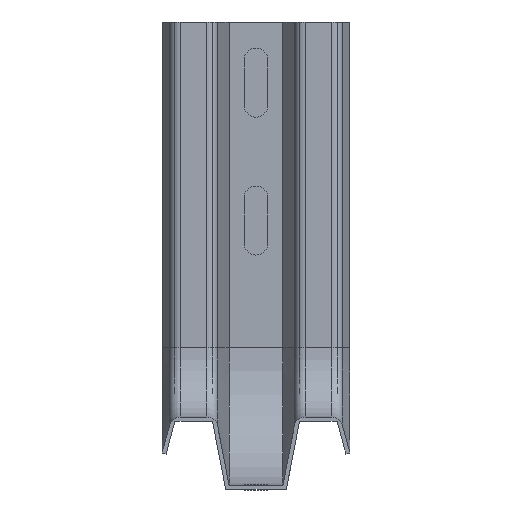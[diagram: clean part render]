
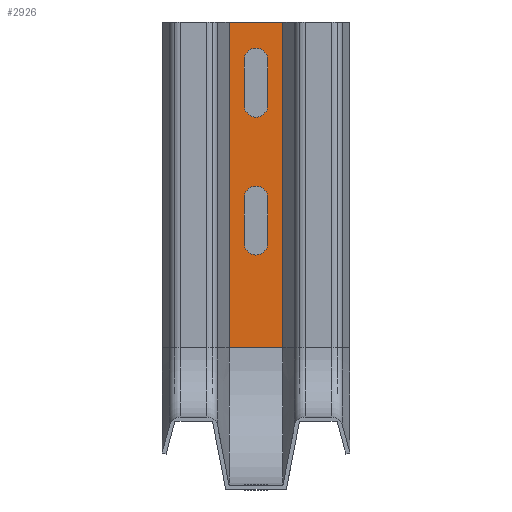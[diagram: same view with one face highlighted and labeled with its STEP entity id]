
A CAD part, front view. The second image highlights one B-rep face of the part: STEP entity #2926.
In plain terms, the highlighted planar face has unit normal (0, -1, 0).
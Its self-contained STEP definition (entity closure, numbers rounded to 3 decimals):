
#188=FACE_OUTER_BOUND('',#330,.T.);
#330=EDGE_LOOP('',(#2541,#2542,#2543,#2544));
#401=LINE('',#4167,#749);
#548=LINE('',#4543,#896);
#677=LINE('',#4806,#1025);
#678=LINE('',#4807,#1026);
#749=VECTOR('',#3324,1.);
#896=VECTOR('',#3639,1.);
#1025=VECTOR('',#3908,1.);
#1026=VECTOR('',#3909,1.);
#1202=VERTEX_POINT('',#4161);
#1203=VERTEX_POINT('',#4165);
#1347=VERTEX_POINT('',#4540);
#1348=VERTEX_POINT('',#4542);
#1505=EDGE_CURVE('',#1202,#1203,#401,.T.);
#1696=EDGE_CURVE('',#1347,#1348,#548,.T.);
#1832=EDGE_CURVE('',#1347,#1202,#677,.T.);
#1833=EDGE_CURVE('',#1348,#1203,#678,.T.);
#2541=ORIENTED_EDGE('',*,*,#1832,.T.);
#2542=ORIENTED_EDGE('',*,*,#1505,.T.);
#2543=ORIENTED_EDGE('',*,*,#1833,.F.);
#2544=ORIENTED_EDGE('',*,*,#1696,.F.);
#2796=PLANE('',#3164);
#2926=ADVANCED_FACE('',(#188),#2796,.T.);
#3164=AXIS2_PLACEMENT_3D('',#4805,#3906,#3907);
#3324=DIRECTION('',(0.,0.,1.));
#3639=DIRECTION('',(0.,0.,1.));
#3906=DIRECTION('center_axis',(0.,-1.,0.));
#3907=DIRECTION('ref_axis',(1.,0.,0.));
#3908=DIRECTION('',(1.,0.,0.));
#3909=DIRECTION('',(1.,0.,0.));
#4161=CARTESIAN_POINT('',(186.24,271.861,-33.15));
#4165=CARTESIAN_POINT('',(186.24,271.861,84.85));
#4167=CARTESIAN_POINT('',(186.24,271.861,-33.15));
#4540=CARTESIAN_POINT('',(166.767,271.861,-33.15));
#4542=CARTESIAN_POINT('',(166.767,271.861,84.85));
#4543=CARTESIAN_POINT('',(166.767,271.861,-33.15));
#4805=CARTESIAN_POINT('Origin',(166.767,271.861,-33.15));
#4806=CARTESIAN_POINT('',(166.767,271.861,-33.15));
#4807=CARTESIAN_POINT('',(166.767,271.861,84.85));
